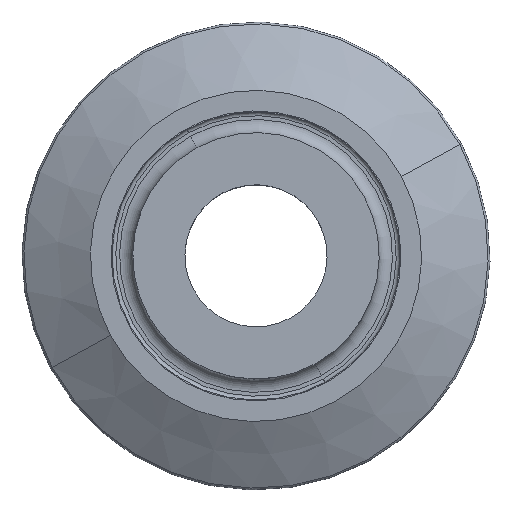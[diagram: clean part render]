
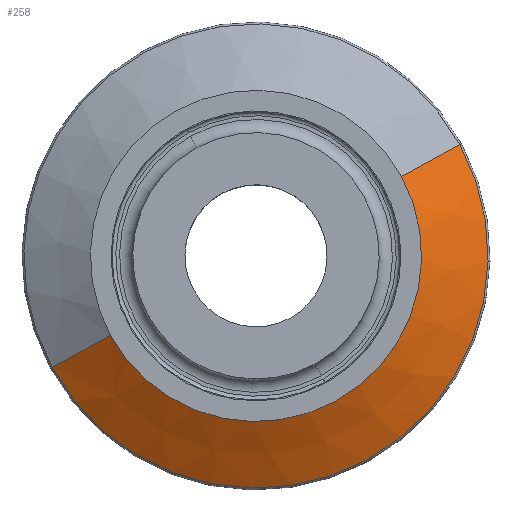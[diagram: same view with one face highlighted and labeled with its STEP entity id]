
A CAD part, top view. The second image highlights one B-rep face of the part: STEP entity #258.
In plain terms, the highlighted conical face has half-angle 60 degrees and reference radius 7 mm.
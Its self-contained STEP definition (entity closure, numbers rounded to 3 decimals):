
#138=AXIS2_PLACEMENT_3D('Circle Axis2P3D',#136,#137,$) ;
#215=AXIS2_PLACEMENT_3D('Circle Axis2P3D',#213,#214,$) ;
#233=AXIS2_PLACEMENT_3D('Cone Axis2P3D',#230,#231,#232) ;
#136=CARTESIAN_POINT('Axis2P3D Location',(0.,0.,4.4)) ;
#140=CARTESIAN_POINT('Vertex',(-7.67,-4.19,4.4)) ;
#142=CARTESIAN_POINT('Vertex',(7.67,4.19,4.4)) ;
#182=CARTESIAN_POINT('Vertex',(10.75,5.873,2.373)) ;
#184=CARTESIAN_POINT('Vertex',(-10.75,-5.873,2.373)) ;
#213=CARTESIAN_POINT('Axis2P3D Location',(0.,0.,2.373)) ;
#230=CARTESIAN_POINT('Axis2P3D Location',(0.,0.,5.404)) ;
#235=CARTESIAN_POINT('Line Origine',(8.447,4.614,3.889)) ;
#240=CARTESIAN_POINT('Line Origine',(-8.447,-4.614,3.889)) ;
#137=DIRECTION('Axis2P3D Direction',(0.,0.,1.)) ;
#214=DIRECTION('Axis2P3D Direction',(0.,0.,1.)) ;
#231=DIRECTION('Axis2P3D Direction',(-0.,-0.,-1.)) ;
#232=DIRECTION('Axis2P3D XDirection',(0.878,0.479,0.)) ;
#236=DIRECTION('Vector Direction',(0.76,0.415,-0.5)) ;
#241=DIRECTION('Vector Direction',(-0.76,-0.415,-0.5)) ;
#237=VECTOR('Line Direction',#236,1.) ;
#242=VECTOR('Line Direction',#241,1.) ;
#253=ORIENTED_EDGE('',*,*,#244,.F.) ;
#254=ORIENTED_EDGE('',*,*,#217,.T.) ;
#255=ORIENTED_EDGE('',*,*,#239,.T.) ;
#256=ORIENTED_EDGE('',*,*,#144,.F.) ;
#258=ADVANCED_FACE('CUT',(#257),#234,.T.) ;
#139=CIRCLE('generated circle',#138,8.739) ;
#216=CIRCLE('generated circle',#215,12.25) ;
#234=CONICAL_SURFACE('Cone',#233,7.,1.047) ;
#144=EDGE_CURVE('',#141,#143,#139,.T.) ;
#217=EDGE_CURVE('',#185,#183,#216,.T.) ;
#239=EDGE_CURVE('',#183,#143,#238,.F.) ;
#244=EDGE_CURVE('',#185,#141,#243,.F.) ;
#252=EDGE_LOOP('',(#253,#254,#255,#256)) ;
#257=FACE_OUTER_BOUND('',#252,.T.) ;
#238=LINE('Line',#235,#237) ;
#243=LINE('Line',#240,#242) ;
#141=VERTEX_POINT('',#140) ;
#143=VERTEX_POINT('',#142) ;
#183=VERTEX_POINT('',#182) ;
#185=VERTEX_POINT('',#184) ;
